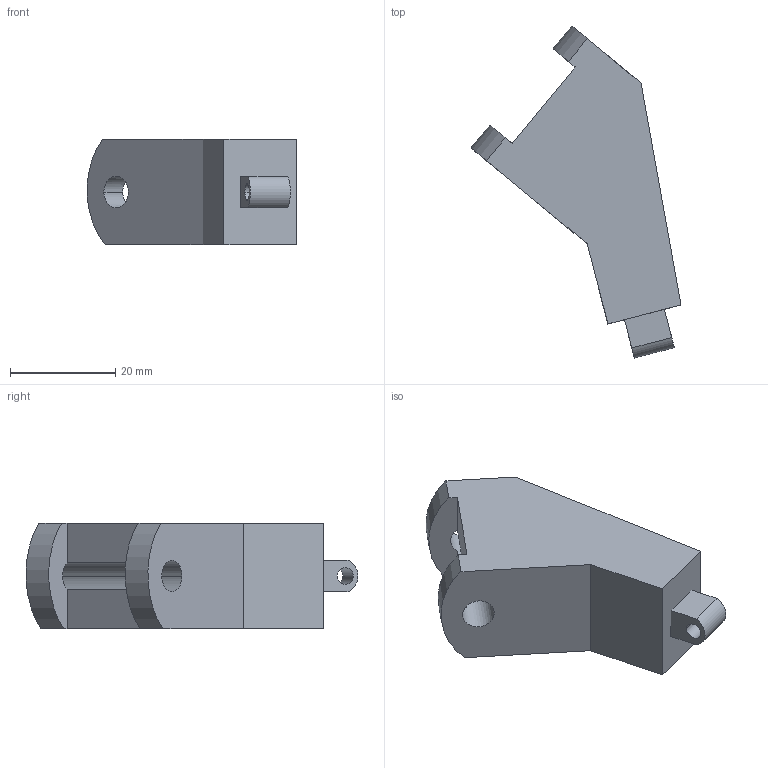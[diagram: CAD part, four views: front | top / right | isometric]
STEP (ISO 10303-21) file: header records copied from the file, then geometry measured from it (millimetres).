
FILE_DESCRIPTION (( 'STEP AP203' ), '1' );
FILE_NAME ('Ma³y_srodrencze_matlab_Domyœlna_sldprt.STEP', '2020-06-09T22:46:37', ( '' ), ( '' ), 'SwSTEP 2.0', 'SolidWorks 2018', '' );
FILE_SCHEMA (( 'CONFIG_CONTROL_DESIGN' ));
Length unit declared in the file: millimetre
Products named in the file (1): Ma³y_srodrencze_matlab_Domyœlna_sldprt
Bounding box: 39.8 x 62.97 x 20 mm (x, y, z)
Volume: 19699.6 mm3; surface area: 5604.4 mm2
Topology: 1 solids, 1 shells, 22 faces, 63 edges, 42 vertices
Faces by surface type: plane 15, cylinder 7
Entity records: 814 total; most frequent: CARTESIAN_POINT 128, DIRECTION 127, ORIENTED_EDGE 126, EDGE_CURVE 63, LINE 45, VECTOR 45, VERTEX_POINT 42, AXIS2_PLACEMENT_3D 41
